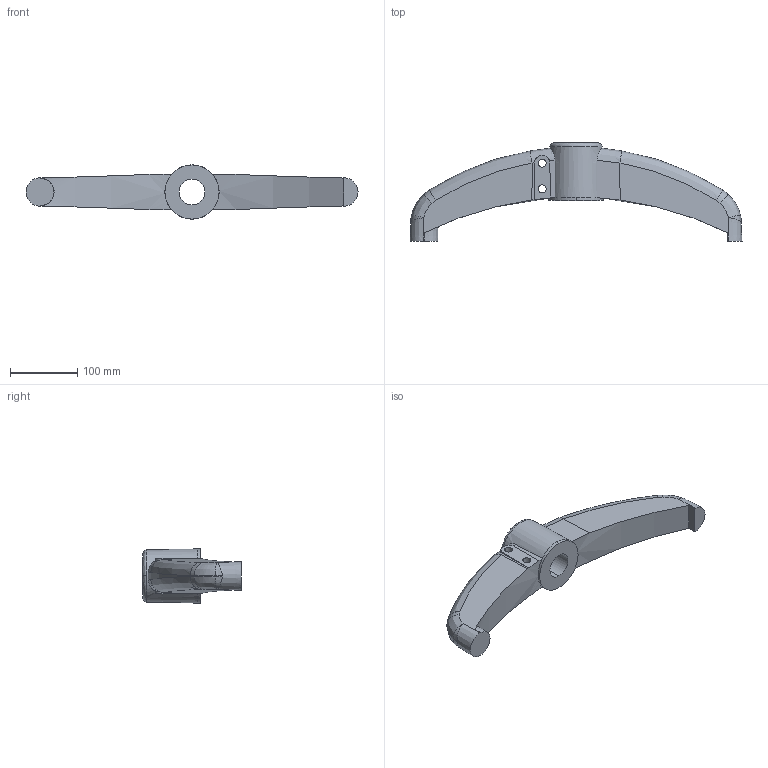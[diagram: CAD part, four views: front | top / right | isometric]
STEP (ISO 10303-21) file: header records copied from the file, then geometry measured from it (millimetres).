
FILE_DESCRIPTION (( 'STEP AP214' ), '1' );
FILE_NAME ('Rexnord-S0618-S0618 -624282.STEP', '2019-06-29T19:58:45', ( '' ), ( '' ), 'SwSTEP 2.0', 'SolidWorks 2019', '' );
FILE_SCHEMA (( 'AUTOMOTIVE_DESIGN' ));
Length unit declared in the file: millimetre
Products named in the file (2): S0618_624282; Rexnord-S0618-S0618 -624282
Assembly tree (1 placements, depth 2):
  Rexnord-S0618-S0618 -624282
    S0618_624282
Bounding box: 494.9 x 146.45 x 80.8 mm (x, y, z)
Volume: 1522136.7 mm3; surface area: 129934.4 mm2
Topology: 1 solids, 1 shells, 70 faces, 188 edges, 120 vertices
Faces by surface type: bspline 28, plane 23, cylinder 16, cone 3
Entity records: 5739 total; most frequent: CARTESIAN_POINT 3470, ORIENTED_EDGE 376, DIRECTION 204, EDGE_CURVE 188, VERTEX_POINT 120, EDGE_LOOP 76, AXIS2_PLACEMENT_3D 75, B_SPLINE_CURVE_WITH_KNOTS 75
